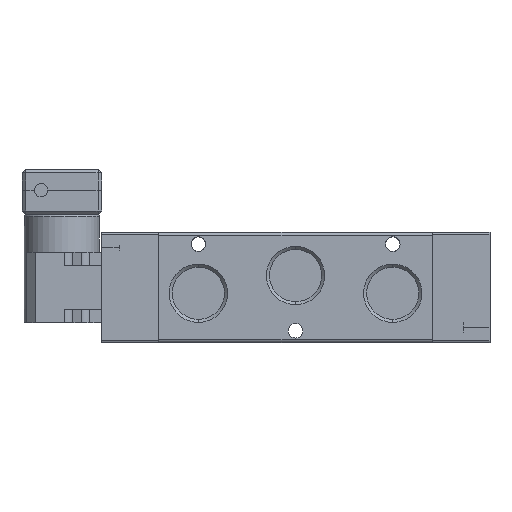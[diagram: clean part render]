
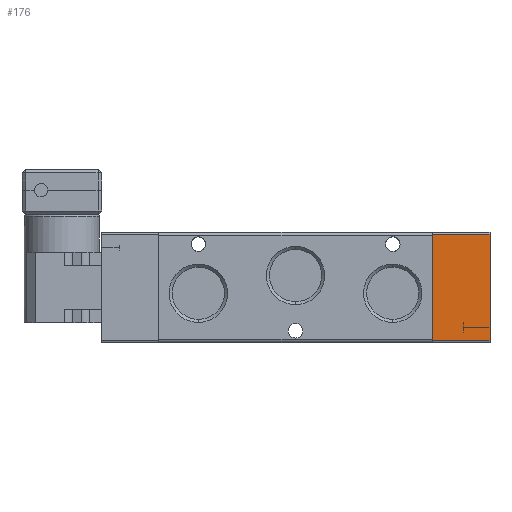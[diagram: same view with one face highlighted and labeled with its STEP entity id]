
A CAD part, front view. The second image highlights one B-rep face of the part: STEP entity #176.
In plain terms, the highlighted planar face has unit normal (0, -1, 0).
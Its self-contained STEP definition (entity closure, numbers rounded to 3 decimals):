
#176 = ADVANCED_FACE ( 'NONE', ( #4032 ), #13084, .F. ) ;
#768 = VECTOR ( 'NONE', #2573, 1000. ) ;
#893 = DIRECTION ( 'NONE',  ( -1., 0., 0. ) ) ;
#935 = CARTESIAN_POINT ( 'NONE',  ( 44., 0., 0. ) ) ;
#994 = VECTOR ( 'NONE', #10389, 1000. ) ;
#2126 = DIRECTION ( 'NONE',  ( -1., 0., 0. ) ) ;
#2170 = CARTESIAN_POINT ( 'NONE',  ( 44., 0., 24.5 ) ) ;
#2362 = CARTESIAN_POINT ( 'NONE',  ( 44., 0., 0. ) ) ;
#2396 = CARTESIAN_POINT ( 'NONE',  ( 44., 0., 0.5 ) ) ;
#2505 = LINE ( 'NONE', #10762, #4862 ) ;
#2573 = DIRECTION ( 'NONE',  ( 0., 0., -1. ) ) ;
#3495 = ORIENTED_EDGE ( 'NONE', *, *, #12519, .F. ) ;
#4032 = FACE_OUTER_BOUND ( 'NONE', #4351, .T. ) ;
#4351 = EDGE_LOOP ( 'NONE', ( #6801, #8339, #3495, #10729 ) ) ;
#4862 = VECTOR ( 'NONE', #7040, 1000. ) ;
#4896 = LINE ( 'NONE', #6615, #768 ) ;
#5954 = EDGE_CURVE ( 'NONE', #6019, #10794, #7918, .T. ) ;
#6019 = VERTEX_POINT ( 'NONE', #6308 ) ;
#6308 = CARTESIAN_POINT ( 'NONE',  ( 44., 0., 24.5 ) ) ;
#6615 = CARTESIAN_POINT ( 'NONE',  ( 31., 0., 0. ) ) ;
#6698 = CARTESIAN_POINT ( 'NONE',  ( 31., 0., 24.5 ) ) ;
#6801 = ORIENTED_EDGE ( 'NONE', *, *, #8818, .T. ) ;
#6943 = DIRECTION ( 'NONE',  ( 0., 1., 0. ) ) ;
#7040 = DIRECTION ( 'NONE',  ( 1., 0., 0. ) ) ;
#7918 = LINE ( 'NONE', #2170, #13046 ) ;
#8339 = ORIENTED_EDGE ( 'NONE', *, *, #10885, .T. ) ;
#8651 = CARTESIAN_POINT ( 'NONE',  ( 31., 0., 0.5 ) ) ;
#8818 = EDGE_CURVE ( 'NONE', #10794, #11596, #4896, .T. ) ;
#10057 = LINE ( 'NONE', #2362, #994 ) ;
#10389 = DIRECTION ( 'NONE',  ( 0., 0., -1. ) ) ;
#10729 = ORIENTED_EDGE ( 'NONE', *, *, #5954, .T. ) ;
#10762 = CARTESIAN_POINT ( 'NONE',  ( 44., 0., 0.5 ) ) ;
#10794 = VERTEX_POINT ( 'NONE', #6698 ) ;
#10885 = EDGE_CURVE ( 'NONE', #11596, #13063, #2505, .T. ) ;
#11429 = AXIS2_PLACEMENT_3D ( 'NONE', #935, #6943, #893 ) ;
#11596 = VERTEX_POINT ( 'NONE', #8651 ) ;
#12519 = EDGE_CURVE ( 'NONE', #6019, #13063, #10057, .T. ) ;
#13046 = VECTOR ( 'NONE', #2126, 1000. ) ;
#13063 = VERTEX_POINT ( 'NONE', #2396 ) ;
#13084 = PLANE ( 'NONE',  #11429 ) ;
